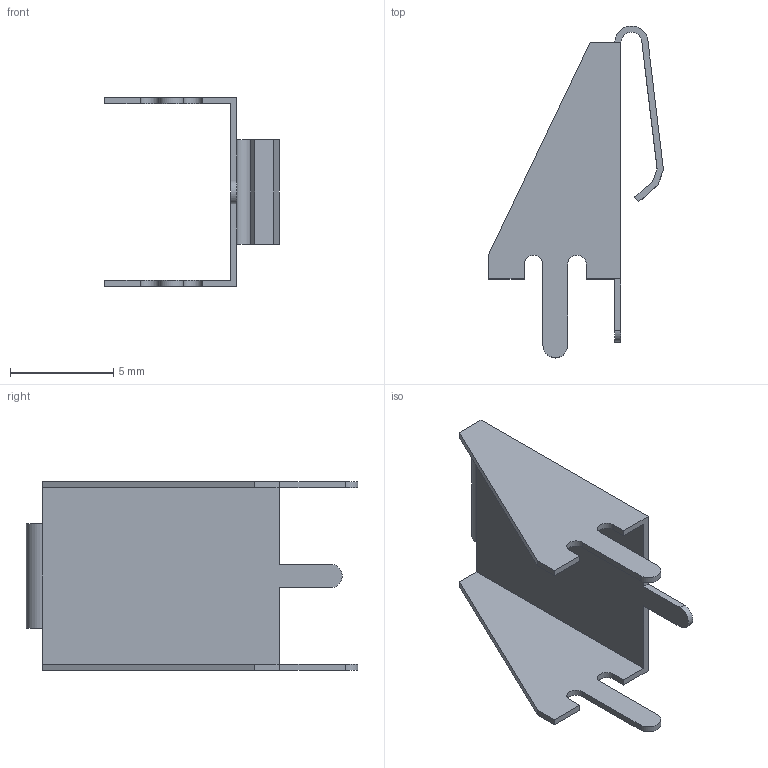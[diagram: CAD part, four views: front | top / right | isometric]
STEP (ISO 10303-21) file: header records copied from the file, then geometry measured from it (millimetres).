
FILE_DESCRIPTION (( 'STEP AP214' ), '1' );
FILE_NAME ('User Library-KEYSTONE 9 Volt Leaf Spring Contact 590.STEP', '2019-05-13T04:27:41', ( '' ), ( '' ), 'SwSTEP 2.0', 'SolidWorks 2019', '' );
FILE_SCHEMA (( 'AUTOMOTIVE_DESIGN' ));
Length unit declared in the file: millimetre
Products named in the file (1): User Library-KEYSTONE 9 Volt Leaf Spring Contact 590
Bounding box: 8.45 x 16.03 x 9.13 mm (x, y, z)
Volume: 75.9 mm3; surface area: 537.4 mm2
Topology: 1 solids, 1 shells, 44 faces, 122 edges, 80 vertices
Faces by surface type: plane 35, cylinder 9
Entity records: 1426 total; most frequent: CARTESIAN_POINT 247, ORIENTED_EDGE 244, DIRECTION 230, EDGE_CURVE 122, VECTOR 104, LINE 104, VERTEX_POINT 80, AXIS2_PLACEMENT_3D 63
